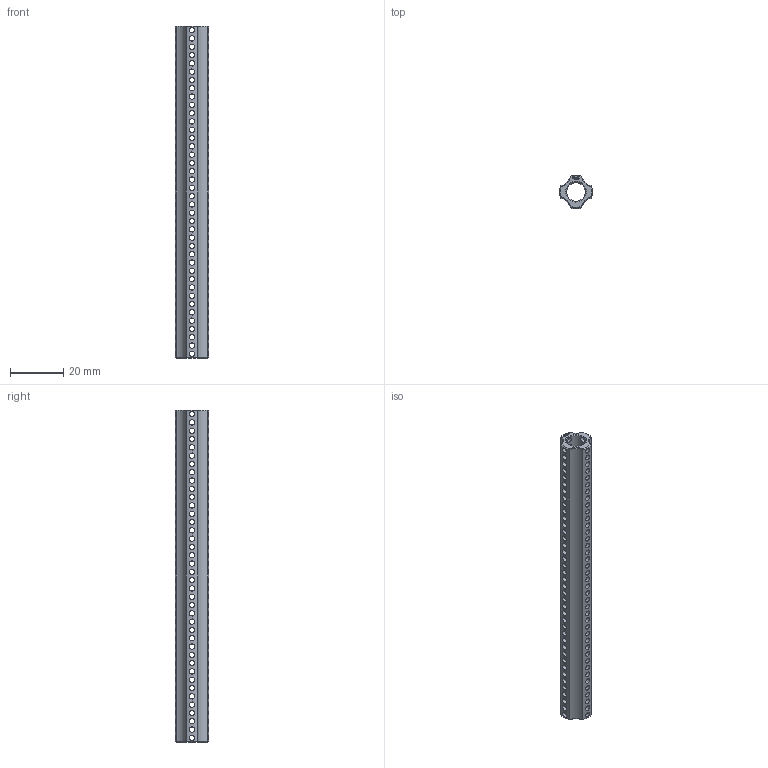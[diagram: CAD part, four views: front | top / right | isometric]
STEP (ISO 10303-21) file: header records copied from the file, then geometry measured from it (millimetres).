
FILE_DESCRIPTION(('FreeCAD Model'),'2;1');
FILE_NAME('Open CASCADE Shape Model','2024-02-18T17:20:27',(''),(''), 'Open CASCADE STEP processor 7.6','FreeCAD','Unknown');
FILE_SCHEMA(('AUTOMOTIVE_DESIGN { 1 0 10303 214 1 1 1 1 }'));
Length unit declared in the file: millimetre
Products named in the file (1): Power-Transmission Hub PLN IDX FRE BU10.00 - SPN-PTH-0139 
(stemfie.org)
Bounding box: 12.5 x 12.5 x 125 mm (x, y, z)
Volume: 6749 mm3; surface area: 9576.8 mm2
Topology: 1 solids, 1 shells, 666 faces, 2081 edges, 1408 vertices
Faces by surface type: plane 317, cylinder 169, extrusion 162, cone 18
Full cylindrical faces by diameter (mm): 2 x160, 7.2 x1
Entity records: 96177 total; most frequent: CARTESIAN_POINT 58263, DIRECTION 5347, VECTOR 4215, ORIENTED_EDGE 4162, PCURVE 4162, DEFINITIONAL_REPRESENTATION 4162, LINE 4053, B_SPLINE_CURVE_WITH_KNOTS 2282
